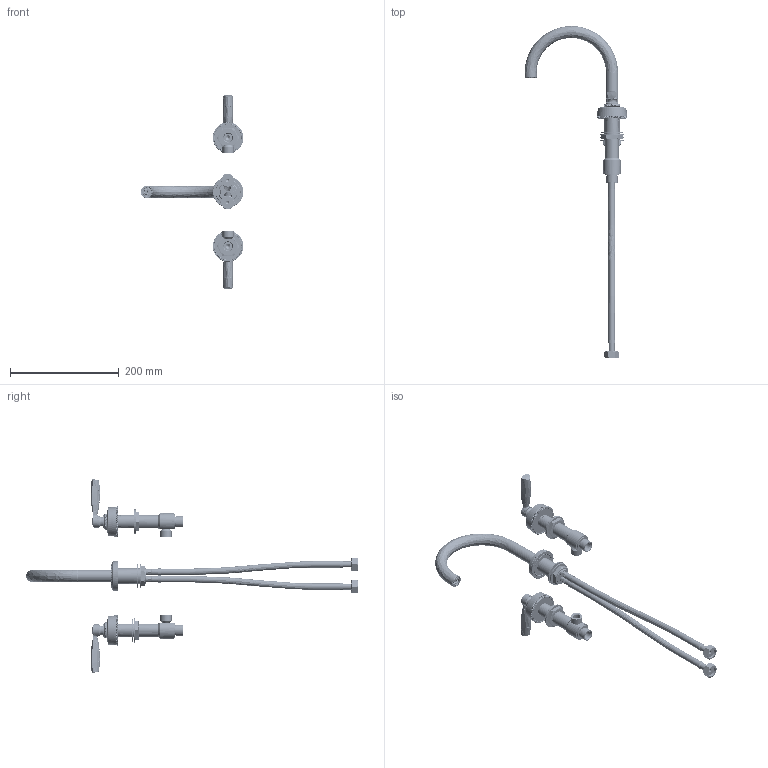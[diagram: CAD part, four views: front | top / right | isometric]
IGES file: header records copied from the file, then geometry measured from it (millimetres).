
Global section: file name: T11KA14-LB; native system: Autodesk Inventor 2024; preprocessor: unknown; author: kwhieldon; date: 20240327.123216; units: millimetre
Bounding box: 189.21 x 611.42 x 357 mm (x, y, z)
Volume: 471426 mm3; surface area: 210789.1 mm2
Topology: 48 solids, 48 shells, 14859 faces, 33273 edges, 18659 vertices
Faces by surface type: bspline 14859
